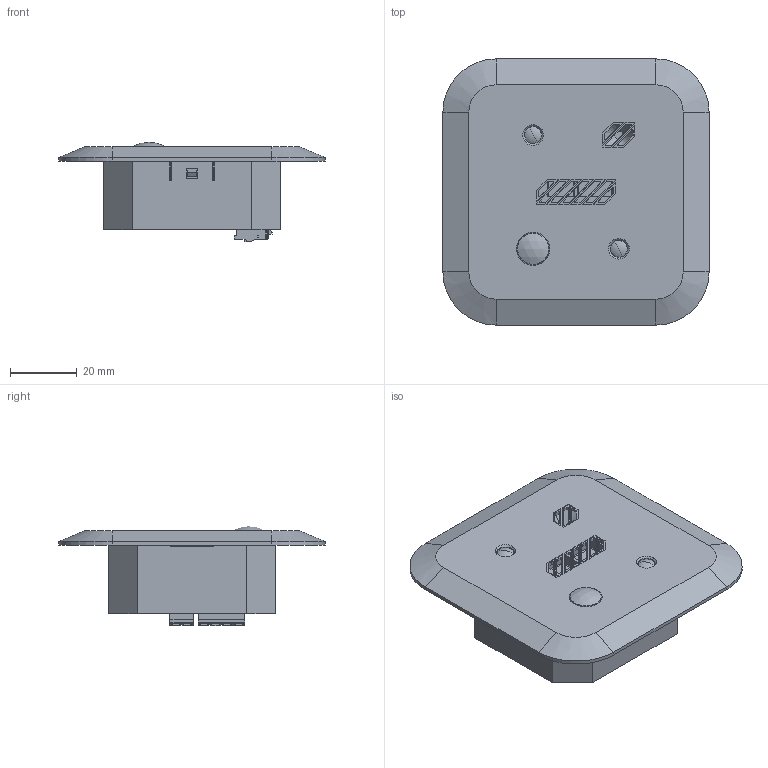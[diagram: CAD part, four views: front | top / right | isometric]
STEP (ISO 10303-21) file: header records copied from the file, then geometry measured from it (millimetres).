
FILE_DESCRIPTION(('Creo Elements/Direct Modeling STEP Export'),'2;1');
FILE_NAME('3D_Multisensor_Air.stp','2020-02-14T11:02:25',(''),(''),'PTC Creo Elements/Direct Modeling STEP processor for AP214 (Solid Model)','PTC Creo Elements/Direct Modeling 19.0E 27-Jun-2016 (C) Parametric Technology GmbH','');
FILE_SCHEMA(('AUTOMOTIVE_DESIGN { 1 0 10303 214 1 1 1 1 }'));
Products named in the file (3): casing_bottom; casing_cover; Multisensor_air
Assembly tree (2 placements, depth 2):
  Multisensor_air
    casing_cover
    casing_bottom
Bounding box: 80 x 80 x 29.87 mm (x, y, z)
Volume: 26235.1 mm3; surface area: 41818.6 mm2
Topology: 2 solids, 2 shells, 3157 faces, 8972 edges, 5914 vertices
Faces by surface type: plane 2703, cylinder 362, cone 67, torus 19, sphere 6
Entity records: 105342 total; most frequent: CARTESIAN_POINT 18171, ORIENTED_EDGE 17942, DIRECTION 15769, EDGE_CURVE 8963, VECTOR 7991, LINE 7991, VERTEX_POINT 5914, AXIS2_PLACEMENT_3D 3889
